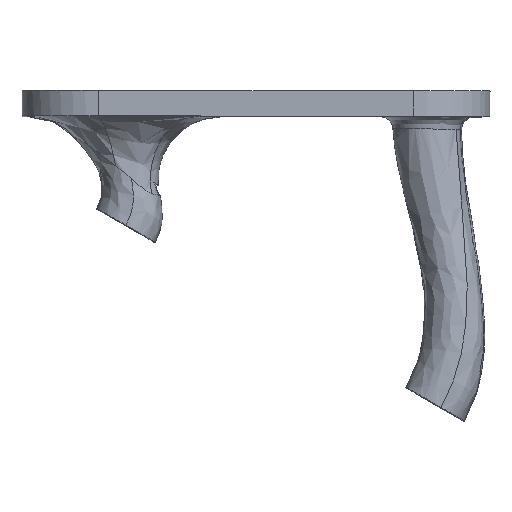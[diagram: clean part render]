
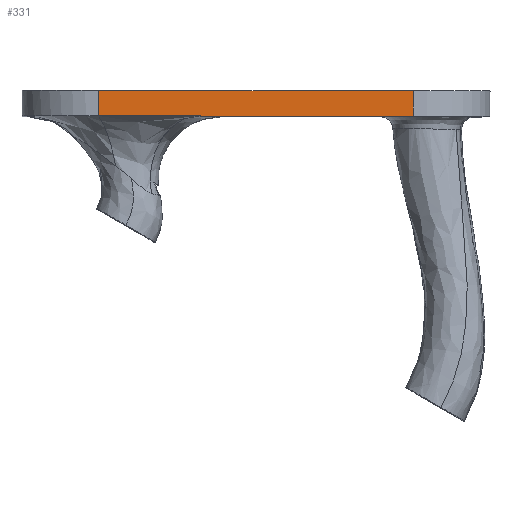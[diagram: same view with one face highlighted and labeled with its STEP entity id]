
A CAD part, top view. The second image highlights one B-rep face of the part: STEP entity #331.
In plain terms, the highlighted planar face has unit normal (0, 0, 1).
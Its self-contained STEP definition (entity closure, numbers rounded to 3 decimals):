
#174 = CARTESIAN_POINT ( 'NONE',  ( 185.534, -26.127, -6.5 ) ) ;
#222 = VERTEX_POINT ( 'NONE', #174 ) ;
#331 = ADVANCED_FACE ( 'NONE', ( #3151 ), #6377, .T. ) ;
#574 = VECTOR ( 'NONE', #3519, 1000. ) ;
#616 = VERTEX_POINT ( 'NONE', #4979 ) ;
#1435 = LINE ( 'NONE', #3981, #7535 ) ;
#1476 = LINE ( 'NONE', #5016, #2752 ) ;
#2098 = DIRECTION ( 'NONE',  ( 0.002, 1., 0. ) ) ;
#2184 = VECTOR ( 'NONE', #6659, 1000. ) ;
#2386 = CARTESIAN_POINT ( 'NONE',  ( 289.698, -26.213, -6.5 ) ) ;
#2481 = EDGE_CURVE ( 'NONE', #3950, #5662, #9038, .T. ) ;
#2543 = VECTOR ( 'NONE', #6375, 1000. ) ;
#2752 = VECTOR ( 'NONE', #8383, 1000. ) ;
#3036 = EDGE_CURVE ( 'NONE', #222, #616, #6269, .T. ) ;
#3151 = FACE_OUTER_BOUND ( 'NONE', #8893, .T. ) ;
#3519 = DIRECTION ( 'NONE',  ( 0.001, 1., 0. ) ) ;
#3950 = VERTEX_POINT ( 'NONE', #5397 ) ;
#3981 = CARTESIAN_POINT ( 'NONE',  ( 289.7, -24.213, -6.5 ) ) ;
#4632 = VERTEX_POINT ( 'NONE', #10660 ) ;
#4979 = CARTESIAN_POINT ( 'NONE',  ( 185.535, -24.127, -6.5 ) ) ;
#5016 = CARTESIAN_POINT ( 'NONE',  ( 289.698, -26.213, -6.5 ) ) ;
#5258 = ORIENTED_EDGE ( 'NONE', *, *, #9287, .F. ) ;
#5261 = CARTESIAN_POINT ( 'NONE',  ( 160.795, -78.933, -6.5 ) ) ;
#5397 = CARTESIAN_POINT ( 'NONE',  ( 168.765, -26.114, -6.5 ) ) ;
#5445 = ORIENTED_EDGE ( 'NONE', *, *, #7127, .F. ) ;
#5544 = DIRECTION ( 'NONE',  ( 0., 0., 1. ) ) ;
#5662 = VERTEX_POINT ( 'NONE', #6511 ) ;
#6225 = EDGE_CURVE ( 'NONE', #222, #3950, #1476, .T. ) ;
#6269 = LINE ( 'NONE', #10463, #2543 ) ;
#6375 = DIRECTION ( 'NONE',  ( 0.001, 1., 0. ) ) ;
#6377 = PLANE ( 'NONE',  #7836 ) ;
#6511 = CARTESIAN_POINT ( 'NONE',  ( 160.838, -26.107, -6.5 ) ) ;
#6659 = DIRECTION ( 'NONE',  ( -1., 0.001, 0. ) ) ;
#7127 = EDGE_CURVE ( 'NONE', #4632, #616, #1435, .T. ) ;
#7317 = ORIENTED_EDGE ( 'NONE', *, *, #2481, .F. ) ;
#7535 = VECTOR ( 'NONE', #8136, 1000. ) ;
#7836 = AXIS2_PLACEMENT_3D ( 'NONE', #8913, #5544, #2098 ) ;
#8136 = DIRECTION ( 'NONE',  ( 1., -0.001, 0. ) ) ;
#8383 = DIRECTION ( 'NONE',  ( -1., 0.001, 0. ) ) ;
#8893 = EDGE_LOOP ( 'NONE', ( #9028, #9161, #5445, #5258, #7317 ) ) ;
#8913 = CARTESIAN_POINT ( 'NONE',  ( 289.654, -79.039, -6.5 ) ) ;
#9028 = ORIENTED_EDGE ( 'NONE', *, *, #6225, .F. ) ;
#9038 = LINE ( 'NONE', #2386, #2184 ) ;
#9161 = ORIENTED_EDGE ( 'NONE', *, *, #3036, .T. ) ;
#9287 = EDGE_CURVE ( 'NONE', #5662, #4632, #10278, .T. ) ;
#10278 = LINE ( 'NONE', #5261, #574 ) ;
#10463 = CARTESIAN_POINT ( 'NONE',  ( 185.49, -78.953, -6.5 ) ) ;
#10660 = CARTESIAN_POINT ( 'NONE',  ( 160.84, -24.107, -6.5 ) ) ;
